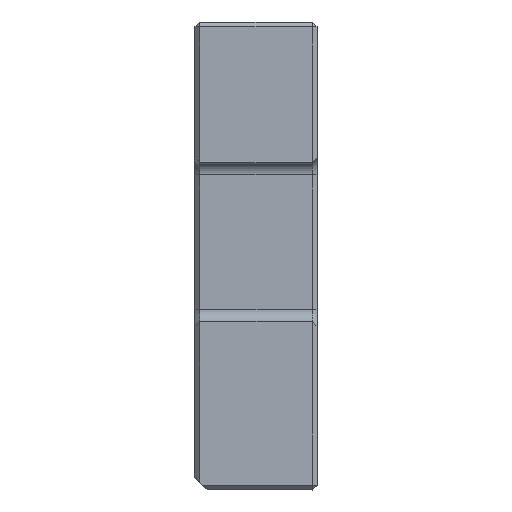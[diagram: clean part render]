
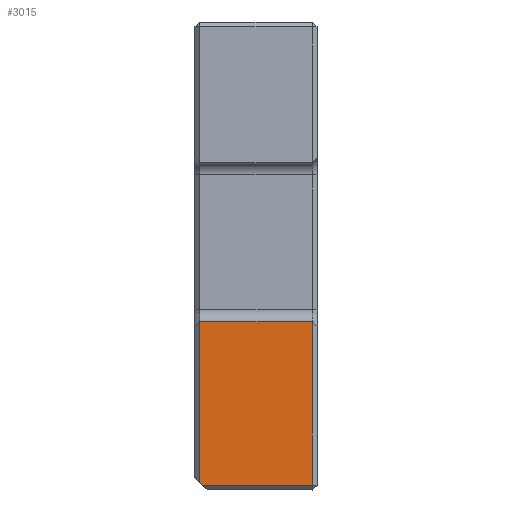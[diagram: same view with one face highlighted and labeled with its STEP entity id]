
A CAD part, left-side view. The second image highlights one B-rep face of the part: STEP entity #3015.
In plain terms, the highlighted planar face has unit normal (-1, 0, 0).
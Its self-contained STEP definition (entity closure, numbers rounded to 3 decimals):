
#284=PLANE('',#3281);
#438=FACE_OUTER_BOUND('',#646,.T.);
#646=EDGE_LOOP('',(#2558,#2559,#2560,#2561,#2562));
#931=LINE('',#5126,#1229);
#932=LINE('',#5128,#1230);
#933=LINE('',#5130,#1231);
#934=LINE('',#5132,#1232);
#935=LINE('',#5133,#1233);
#1229=VECTOR('',#3938,1000.);
#1230=VECTOR('',#3939,1000.);
#1231=VECTOR('',#3940,1000.);
#1232=VECTOR('',#3941,1000.);
#1233=VECTOR('',#3942,1000.);
#1564=VERTEX_POINT('',#5124);
#1565=VERTEX_POINT('',#5125);
#1566=VERTEX_POINT('',#5127);
#1567=VERTEX_POINT('',#5129);
#1568=VERTEX_POINT('',#5131);
#1921=EDGE_CURVE('',#1564,#1565,#931,.T.);
#1922=EDGE_CURVE('',#1566,#1564,#932,.T.);
#1923=EDGE_CURVE('',#1567,#1566,#933,.T.);
#1924=EDGE_CURVE('',#1567,#1568,#934,.T.);
#1925=EDGE_CURVE('',#1565,#1568,#935,.T.);
#2558=ORIENTED_EDGE('',*,*,#1921,.F.);
#2559=ORIENTED_EDGE('',*,*,#1922,.F.);
#2560=ORIENTED_EDGE('',*,*,#1923,.F.);
#2561=ORIENTED_EDGE('',*,*,#1924,.T.);
#2562=ORIENTED_EDGE('',*,*,#1925,.F.);
#3015=ADVANCED_FACE('',(#438),#284,.T.);
#3281=AXIS2_PLACEMENT_3D('',#5123,#3936,#3937);
#3936=DIRECTION('center_axis',(-1.,0.,0.));
#3937=DIRECTION('ref_axis',(0.,0.,-1.));
#3938=DIRECTION('',(0.,0.707,0.707));
#3939=DIRECTION('',(0.,1.,0.));
#3940=DIRECTION('',(0.,0.,-1.));
#3941=DIRECTION('',(0.,1.,0.));
#3942=DIRECTION('',(0.,0.,1.));
#5123=CARTESIAN_POINT('Origin',(-10.455,226.05,18.));
#5124=CARTESIAN_POINT('',(-10.455,231.45,-19.85));
#5125=CARTESIAN_POINT('',(-10.455,231.65,-19.65));
#5126=CARTESIAN_POINT('',(-10.455,239.613,-11.687));
#5127=CARTESIAN_POINT('',(-10.455,222.45,-19.85));
#5128=CARTESIAN_POINT('',(-10.455,226.05,-19.85));
#5129=CARTESIAN_POINT('',(-10.455,222.45,-6.5));
#5130=CARTESIAN_POINT('',(-10.455,222.45,8.438));
#5131=CARTESIAN_POINT('',(-10.455,231.65,-6.5));
#5132=CARTESIAN_POINT('',(-10.455,224.05,-6.5));
#5133=CARTESIAN_POINT('',(-10.455,231.65,8.438));
